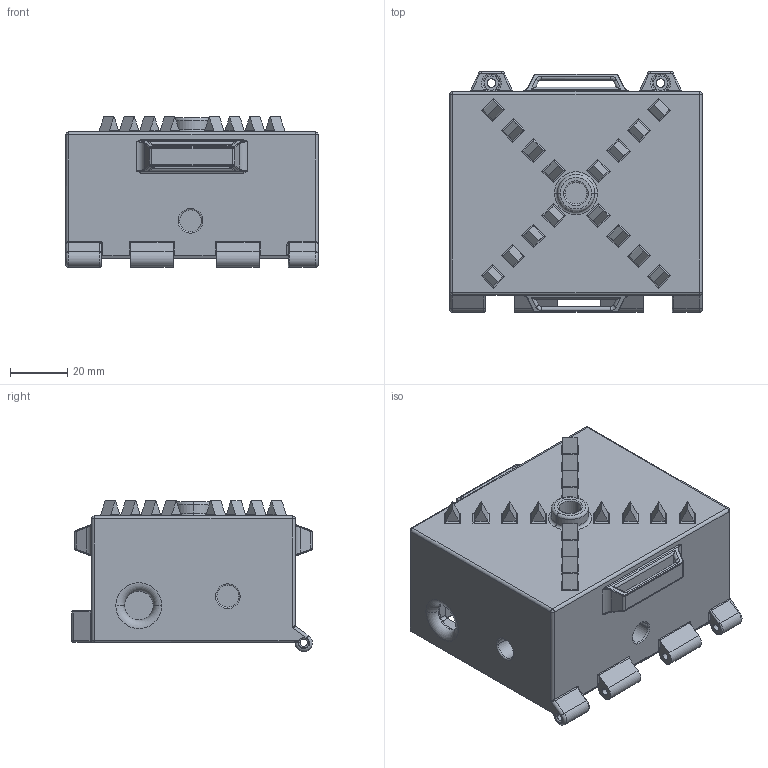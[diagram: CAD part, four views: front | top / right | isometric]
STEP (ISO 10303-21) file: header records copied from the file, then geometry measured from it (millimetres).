
FILE_DESCRIPTION(('CATIA V5 STEP Exchange'),'2;1');
FILE_NAME('BacksideV49.stp','2022-01-10T08:33:53+00:00',('none'),('none'),'CATIA Version 5-6 Release 2017','CATIA V5 STEP AP203','none');
FILE_SCHEMA(('CONFIG_CONTROL_DESIGN'));
Length unit declared in the file: millimetre
Products named in the file (1): Backside
Bounding box: 88 x 84 x 52.61 mm (x, y, z)
Volume: 87429 mm3; surface area: 50701.7 mm2
Topology: 1 solids, 1 shells, 1138 faces, 2872 edges, 1742 vertices
Faces by surface type: cylinder 459, plane 406, torus 132, bspline 123, sphere 18
Entity records: 42258 total; most frequent: CARTESIAN_POINT 17849, ORIENTED_EDGE 5660, DIRECTION 3808, EDGE_CURVE 2830, VERTEX_POINT 1741, AXIS2_PLACEMENT_3D 1588, VECTOR 1395, LINE 1395
